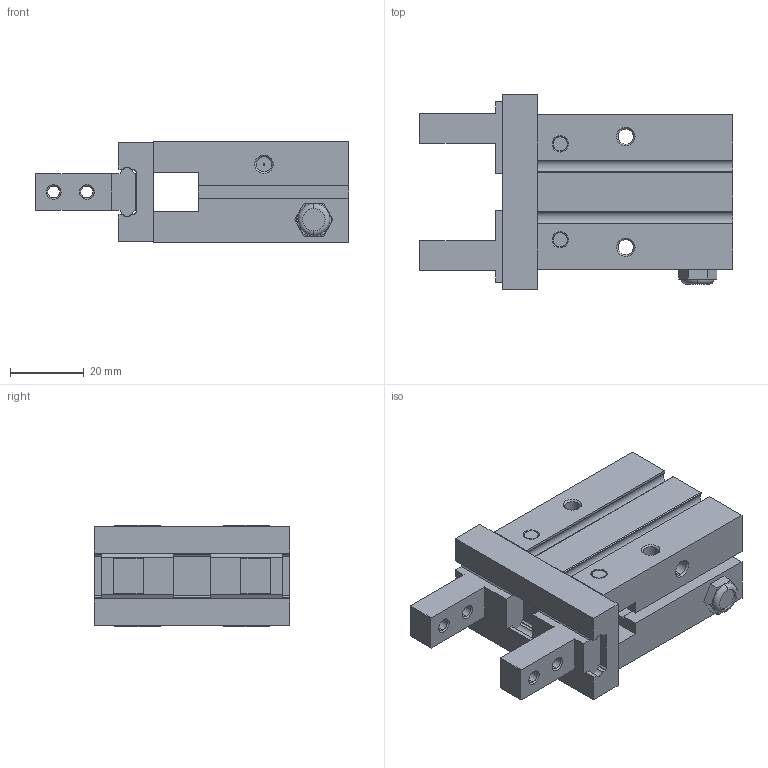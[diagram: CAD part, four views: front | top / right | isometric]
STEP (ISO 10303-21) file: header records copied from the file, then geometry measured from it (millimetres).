
FILE_DESCRIPTION (( 'STEP AP203' ), '1' );
FILE_NAME ('KP20MSA-M.step', '2017-07-18T20:19:39', ( '' ), ( '' ), 'SwSTEP 2.0', 'SolidWorks 2017', '' );
FILE_SCHEMA (( 'CONFIG_CONTROL_DESIGN' ));
Length unit declared in the file: millimetre
Products named in the file (4): KP20MSA-M; KP20MSA-M-1; KP20MSA-M-2; KP20MSA-M-3
Assembly tree (3 placements, depth 2):
  KP20MSA-M
    KP20MSA-M-1
    KP20MSA-M-2
    KP20MSA-M-3
Bounding box: 85 x 53 x 27.5 mm (x, y, z)
Volume: 63773.7 mm3; surface area: 22053.3 mm2
Topology: 3 solids, 4 shells, 265 faces, 668 edges, 424 vertices
Faces by surface type: plane 129, cone 68, cylinder 66, torus 2
Entity records: 8490 total; most frequent: CARTESIAN_POINT 1741, ORIENTED_EDGE 1336, DIRECTION 1306, EDGE_CURVE 668, AXIS2_PLACEMENT_3D 489, VERTEX_POINT 424, LINE 328, VECTOR 328
